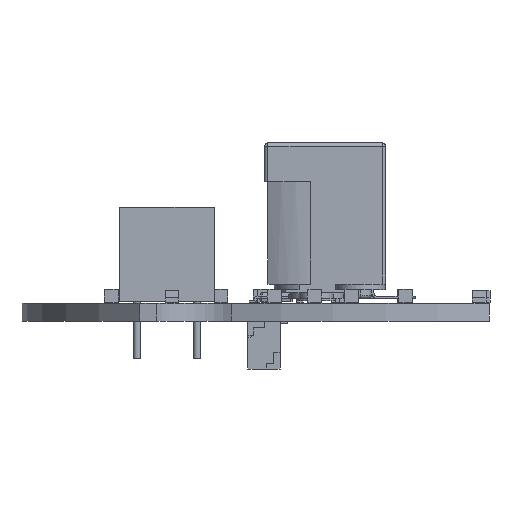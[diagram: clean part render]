
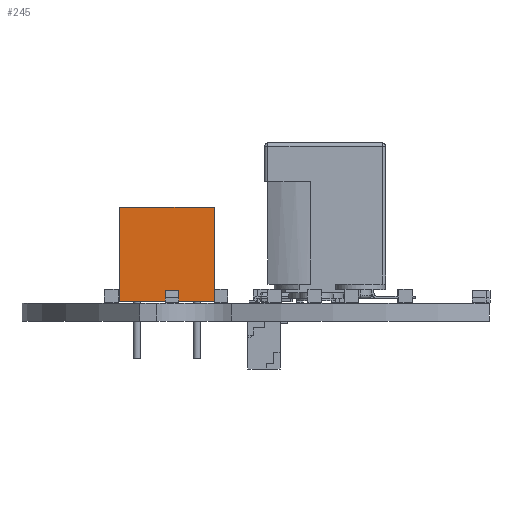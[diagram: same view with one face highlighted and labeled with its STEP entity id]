
A CAD part, left-side view. The second image highlights one B-rep face of the part: STEP entity #245.
In plain terms, the highlighted face is planar.
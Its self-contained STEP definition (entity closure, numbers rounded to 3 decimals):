
#140 = PLANE('',#141);
#141 = AXIS2_PLACEMENT_3D('',#142,#143,#144);
#142 = CARTESIAN_POINT('',(-1.75,1.55,0.1));
#143 = DIRECTION('',(0.,1.,0.));
#144 = DIRECTION('',(1.,0.,0.));
#165 = VERTEX_POINT('',#166);
#166 = CARTESIAN_POINT('',(6.75,1.55,8.6));
#180 = PLANE('',#181);
#181 = AXIS2_PLACEMENT_3D('',#182,#183,#184);
#182 = CARTESIAN_POINT('',(2.5,-2.7,8.6));
#183 = DIRECTION('',(0.,0.,-1.));
#184 = DIRECTION('',(0.,-1.,0.));
#192 = EDGE_CURVE('',#193,#165,#195,.T.);
#193 = VERTEX_POINT('',#194);
#194 = CARTESIAN_POINT('',(6.75,1.55,0.1));
#195 = SURFACE_CURVE('',#196,(#200,#207),.PCURVE_S1.);
#196 = LINE('',#197,#198);
#197 = CARTESIAN_POINT('',(6.75,1.55,0.1));
#198 = VECTOR('',#199,1.);
#199 = DIRECTION('',(0.,0.,1.));
#200 = PCURVE('',#140,#201);
#201 = DEFINITIONAL_REPRESENTATION('',(#202),#206);
#202 = LINE('',#203,#204);
#203 = CARTESIAN_POINT('',(8.5,0.));
#204 = VECTOR('',#205,1.);
#205 = DIRECTION('',(0.,-1.));
#206 = ( GEOMETRIC_REPRESENTATION_CONTEXT(2) 
PARAMETRIC_REPRESENTATION_CONTEXT() REPRESENTATION_CONTEXT('2D SPACE',''
  ) );
#207 = PCURVE('',#208,#213);
#208 = PLANE('',#209);
#209 = AXIS2_PLACEMENT_3D('',#210,#211,#212);
#210 = CARTESIAN_POINT('',(6.75,1.55,0.1));
#211 = DIRECTION('',(1.,0.,0.));
#212 = DIRECTION('',(0.,-1.,0.));
#213 = DEFINITIONAL_REPRESENTATION('',(#214),#218);
#214 = LINE('',#215,#216);
#215 = CARTESIAN_POINT('',(0.,0.));
#216 = VECTOR('',#217,1.);
#217 = DIRECTION('',(0.,-1.));
#218 = ( GEOMETRIC_REPRESENTATION_CONTEXT(2) 
PARAMETRIC_REPRESENTATION_CONTEXT() REPRESENTATION_CONTEXT('2D SPACE',''
  ) );
#234 = PLANE('',#235);
#235 = AXIS2_PLACEMENT_3D('',#236,#237,#238);
#236 = CARTESIAN_POINT('',(2.5,-2.7,0.1));
#237 = DIRECTION('',(0.,0.,-1.));
#238 = DIRECTION('',(0.,-1.,0.));
#245 = ADVANCED_FACE('',(#246),#208,.T.);
#246 = FACE_BOUND('',#247,.T.);
#247 = EDGE_LOOP('',(#248,#249,#272,#300));
#248 = ORIENTED_EDGE('',*,*,#192,.T.);
#249 = ORIENTED_EDGE('',*,*,#250,.T.);
#250 = EDGE_CURVE('',#165,#251,#253,.T.);
#251 = VERTEX_POINT('',#252);
#252 = CARTESIAN_POINT('',(6.75,-6.95,8.6));
#253 = SURFACE_CURVE('',#254,(#258,#265),.PCURVE_S1.);
#254 = LINE('',#255,#256);
#255 = CARTESIAN_POINT('',(6.75,1.55,8.6));
#256 = VECTOR('',#257,1.);
#257 = DIRECTION('',(0.,-1.,0.));
#258 = PCURVE('',#208,#259);
#259 = DEFINITIONAL_REPRESENTATION('',(#260),#264);
#260 = LINE('',#261,#262);
#261 = CARTESIAN_POINT('',(0.,-8.5));
#262 = VECTOR('',#263,1.);
#263 = DIRECTION('',(1.,0.));
#264 = ( GEOMETRIC_REPRESENTATION_CONTEXT(2) 
PARAMETRIC_REPRESENTATION_CONTEXT() REPRESENTATION_CONTEXT('2D SPACE',''
  ) );
#265 = PCURVE('',#180,#266);
#266 = DEFINITIONAL_REPRESENTATION('',(#267),#271);
#267 = LINE('',#268,#269);
#268 = CARTESIAN_POINT('',(-4.25,-4.25));
#269 = VECTOR('',#270,1.);
#270 = DIRECTION('',(1.,0.));
#271 = ( GEOMETRIC_REPRESENTATION_CONTEXT(2) 
PARAMETRIC_REPRESENTATION_CONTEXT() REPRESENTATION_CONTEXT('2D SPACE',''
  ) );
#272 = ORIENTED_EDGE('',*,*,#273,.F.);
#273 = EDGE_CURVE('',#274,#251,#276,.T.);
#274 = VERTEX_POINT('',#275);
#275 = CARTESIAN_POINT('',(6.75,-6.95,0.1));
#276 = SURFACE_CURVE('',#277,(#281,#288),.PCURVE_S1.);
#277 = LINE('',#278,#279);
#278 = CARTESIAN_POINT('',(6.75,-6.95,0.1));
#279 = VECTOR('',#280,1.);
#280 = DIRECTION('',(0.,0.,1.));
#281 = PCURVE('',#208,#282);
#282 = DEFINITIONAL_REPRESENTATION('',(#283),#287);
#283 = LINE('',#284,#285);
#284 = CARTESIAN_POINT('',(8.5,0.));
#285 = VECTOR('',#286,1.);
#286 = DIRECTION('',(0.,-1.));
#287 = ( GEOMETRIC_REPRESENTATION_CONTEXT(2) 
PARAMETRIC_REPRESENTATION_CONTEXT() REPRESENTATION_CONTEXT('2D SPACE',''
  ) );
#288 = PCURVE('',#289,#294);
#289 = PLANE('',#290);
#290 = AXIS2_PLACEMENT_3D('',#291,#292,#293);
#291 = CARTESIAN_POINT('',(6.75,-6.95,0.1));
#292 = DIRECTION('',(0.,-1.,0.));
#293 = DIRECTION('',(-1.,0.,0.));
#294 = DEFINITIONAL_REPRESENTATION('',(#295),#299);
#295 = LINE('',#296,#297);
#296 = CARTESIAN_POINT('',(0.,0.));
#297 = VECTOR('',#298,1.);
#298 = DIRECTION('',(0.,-1.));
#299 = ( GEOMETRIC_REPRESENTATION_CONTEXT(2) 
PARAMETRIC_REPRESENTATION_CONTEXT() REPRESENTATION_CONTEXT('2D SPACE',''
  ) );
#300 = ORIENTED_EDGE('',*,*,#301,.F.);
#301 = EDGE_CURVE('',#193,#274,#302,.T.);
#302 = SURFACE_CURVE('',#303,(#307,#314),.PCURVE_S1.);
#303 = LINE('',#304,#305);
#304 = CARTESIAN_POINT('',(6.75,1.55,0.1));
#305 = VECTOR('',#306,1.);
#306 = DIRECTION('',(0.,-1.,0.));
#307 = PCURVE('',#208,#308);
#308 = DEFINITIONAL_REPRESENTATION('',(#309),#313);
#309 = LINE('',#310,#311);
#310 = CARTESIAN_POINT('',(0.,0.));
#311 = VECTOR('',#312,1.);
#312 = DIRECTION('',(1.,0.));
#313 = ( GEOMETRIC_REPRESENTATION_CONTEXT(2) 
PARAMETRIC_REPRESENTATION_CONTEXT() REPRESENTATION_CONTEXT('2D SPACE',''
  ) );
#314 = PCURVE('',#234,#315);
#315 = DEFINITIONAL_REPRESENTATION('',(#316),#320);
#316 = LINE('',#317,#318);
#317 = CARTESIAN_POINT('',(-4.25,-4.25));
#318 = VECTOR('',#319,1.);
#319 = DIRECTION('',(1.,0.));
#320 = ( GEOMETRIC_REPRESENTATION_CONTEXT(2) 
PARAMETRIC_REPRESENTATION_CONTEXT() REPRESENTATION_CONTEXT('2D SPACE',''
  ) );
